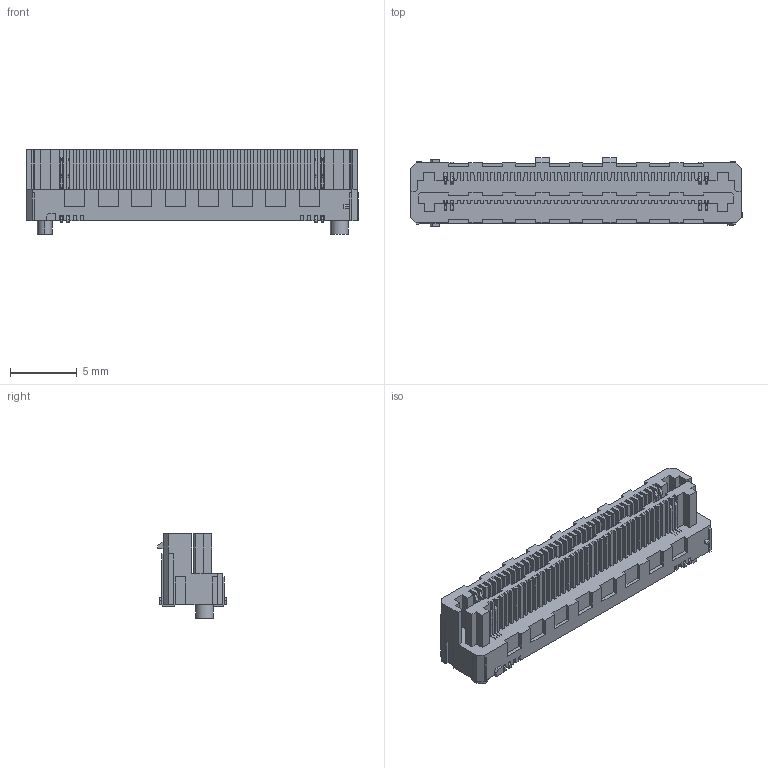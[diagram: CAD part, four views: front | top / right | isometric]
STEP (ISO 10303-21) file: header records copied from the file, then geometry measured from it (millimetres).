
FILE_DESCRIPTION((''),'2;1');
FILE_NAME('SAMTEC_LSHM-140-04.0-L-DV-A-N.stp','2014-05-21T10:28:10',(''),(''),'Mechanical Desktop 2011','Mechanical Desktop 2011',', , ');
FILE_SCHEMA(('AUTOMOTIVE_DESIGN { 1 2 10303 214 1 1 1 1 }'));
Length unit declared in the file: millimetre
Products named in the file (1): Product
Bounding box: 24.8 x 5.13 x 6.3 mm (x, y, z)
Volume: 353.5 mm3; surface area: 1040 mm2
Topology: 32 solids, 32 shells, 861 faces, 2382 edges, 1588 vertices
Faces by surface type: plane 672, cylinder 102, bspline 87
Entity records: 27138 total; most frequent: CARTESIAN_POINT 5121, ORIENTED_EDGE 4764, DIRECTION 4140, EDGE_CURVE 2382, VECTOR 2174, LINE 2174, VERTEX_POINT 1588, AXIS2_PLACEMENT_3D 983
